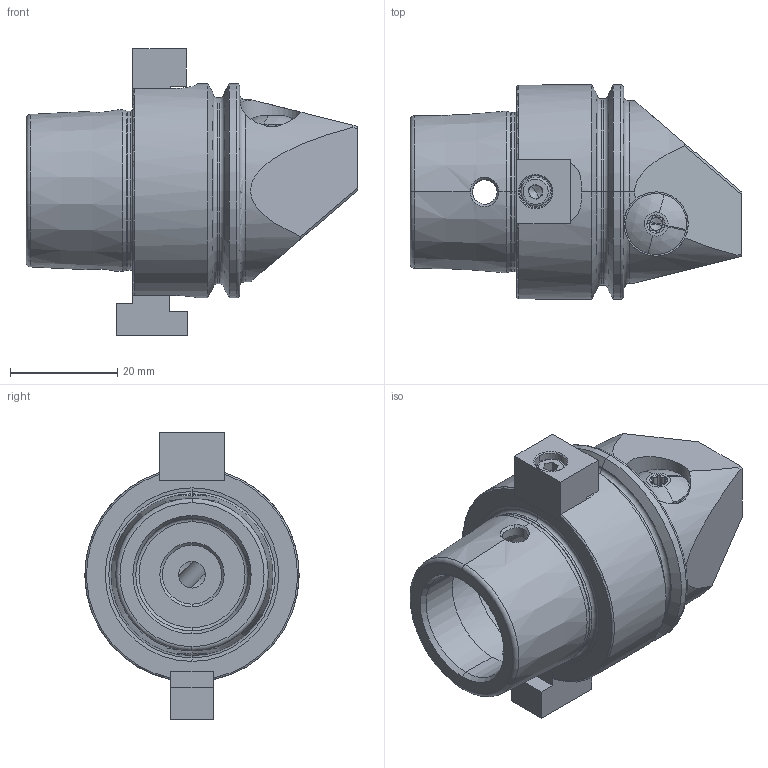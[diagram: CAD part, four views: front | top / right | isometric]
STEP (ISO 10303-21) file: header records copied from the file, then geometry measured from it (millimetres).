
FILE_DESCRIPTION (( 'STEP AP214' ), '1' );
FILE_NAME ('HW4.LW3.RF0.042.STEP', '2022-11-15T13:45:47', ( '' ), ( '' ), 'SwSTEP 2.0', 'SolidWorks 2017', '' );
FILE_SCHEMA (( 'AUTOMOTIVE_DESIGN' ));
Length unit declared in the file: millimetre
Products named in the file (9): HW4.LW3.RF0.042; KVT_MB_600_040; HW4-ER1.010.012_A; HW4-ER1.013.008_A; HW4-LW3.RF0.042_A; LW3-ER1.012.014_C_Standard<Wie bearbeitet>; HW4-ER2.004.010_A; DIN 3771 - 7x1; LW3-ER1.012.014
Assembly tree (10 placements, depth 3):
  HW4.LW3.RF0.042
    HW4-LW3.RF0.042_A
    LW3-ER1.012.014
      LW3-ER1.012.014_C_Standard<Wie bearbeitet>
      DIN 3771 - 7x1  x2
    HW4-ER1.013.008_A
    HW4-ER1.010.012_A
    HW4-ER2.004.010_A  x2
    KVT_MB_600_040
Bounding box: 61.9 x 40 x 53.5 mm (x, y, z)
Volume: 37272.4 mm3; surface area: 14965.9 mm2
Topology: 10 solids, 10 shells, 385 faces, 920 edges, 547 vertices
Faces by surface type: cylinder 125, plane 112, cone 87, torus 44, bspline 9, sphere 8
Entity records: 14083 total; most frequent: CARTESIAN_POINT 5492, DIRECTION 1783, ORIENTED_EDGE 1674, EDGE_CURVE 837, AXIS2_PLACEMENT_3D 721, VERTEX_POINT 507, EDGE_LOOP 382, CIRCLE 362
